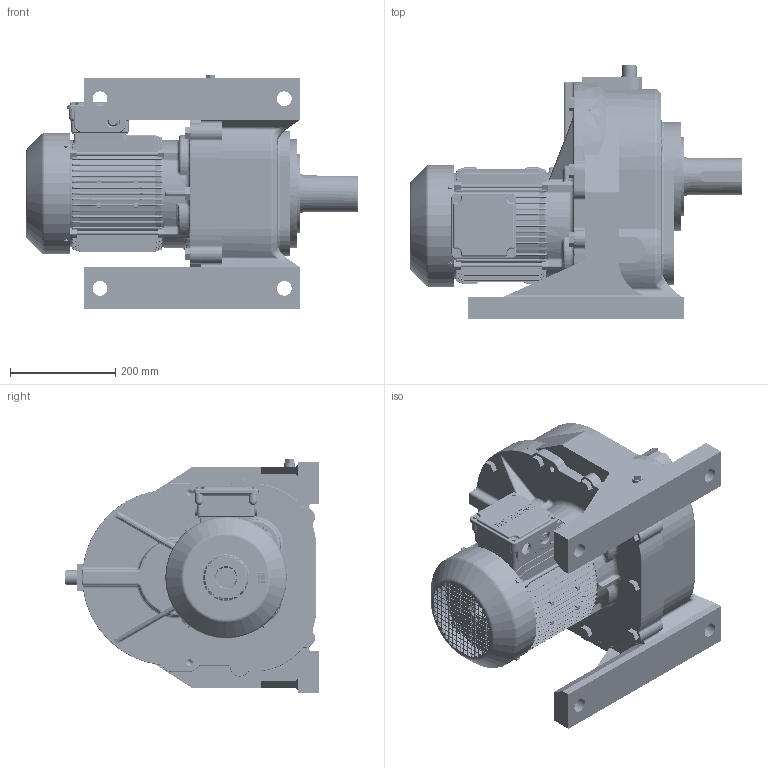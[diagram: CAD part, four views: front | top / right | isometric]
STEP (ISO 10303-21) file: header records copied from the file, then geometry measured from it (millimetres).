
FILE_DESCRIPTION (( 'STEP AP214' ), '1' );
FILE_NAME ('EK2DO100762H0001_F1HA27_3.7kW_R75~120_CUSTOMER.stp', '2024-03-15T08:19:38', ( '' ), ( '' ), 'SwSTEP 2.0', 'SolidWorks 2022', '' );
FILE_SCHEMA (( 'AUTOMOTIVE_DESIGN' ));
Length unit declared in the file: millimetre
Products named in the file (1): EK2DO100762H0001_F1HA27_3.7kW_R75~120_CUSTOMER
Bounding box: 630.5 x 481 x 446 mm (x, y, z)
Volume: 29985540.6 mm3; surface area: 2122569.8 mm2
Topology: 33 solids, 33 shells, 8658 faces, 21890 edges, 13261 vertices
Faces by surface type: cylinder 2976, bspline 2444, plane 2021, torus 643, cone 367, sphere 207
Entity records: 432862 total; most frequent: CARTESIAN_POINT 147513, ORIENTED_EDGE 43340, DIRECTION 36592, EDGE_CURVE 21670, AXIS2_PLACEMENT_3D 13926, VERTEX_POINT 13230, EDGE_LOOP 9274, VECTOR 8740
